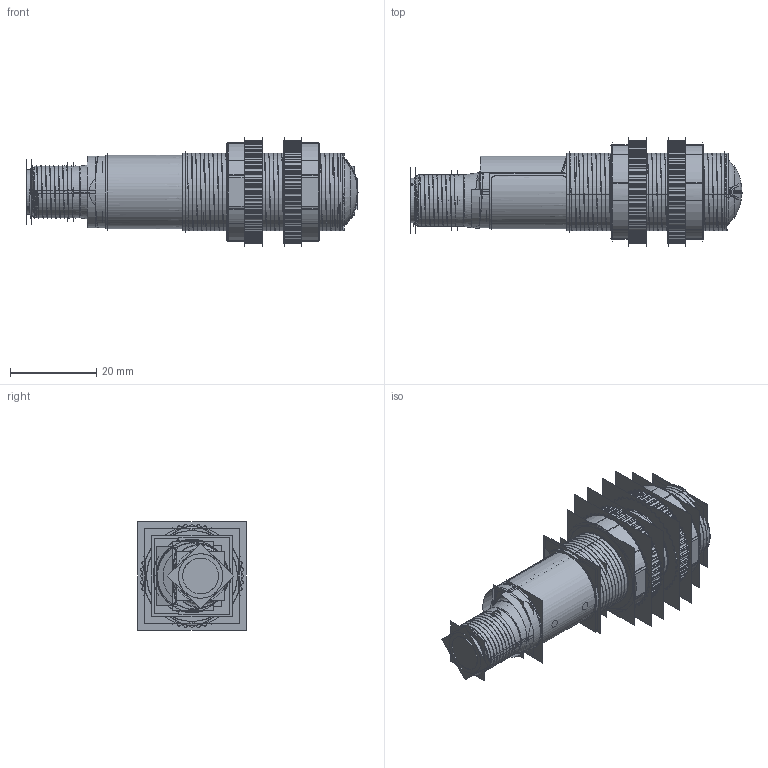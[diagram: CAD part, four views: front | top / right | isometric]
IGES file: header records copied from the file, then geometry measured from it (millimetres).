
Start section:  PTC IGES file: 194040.igs
Global section: file name: 194040.igs; native system: Creo Parametric by Parametric Technology Corporation; preprocessor: 2013230; author: PDMAdmin; organization: Unknown; date: 20160405.142247; units: millimetre
Bounding box: 77.14 x 25.1 x 25.1 mm (x, y, z)
Volume: 7186.5 mm3; surface area: 182928.5 mm2
Topology: 8 solids, 8 shells, 2096 faces, 11068 edges, 13975 vertices
Faces by surface type: bspline 944, revolution 852, extrusion 300
